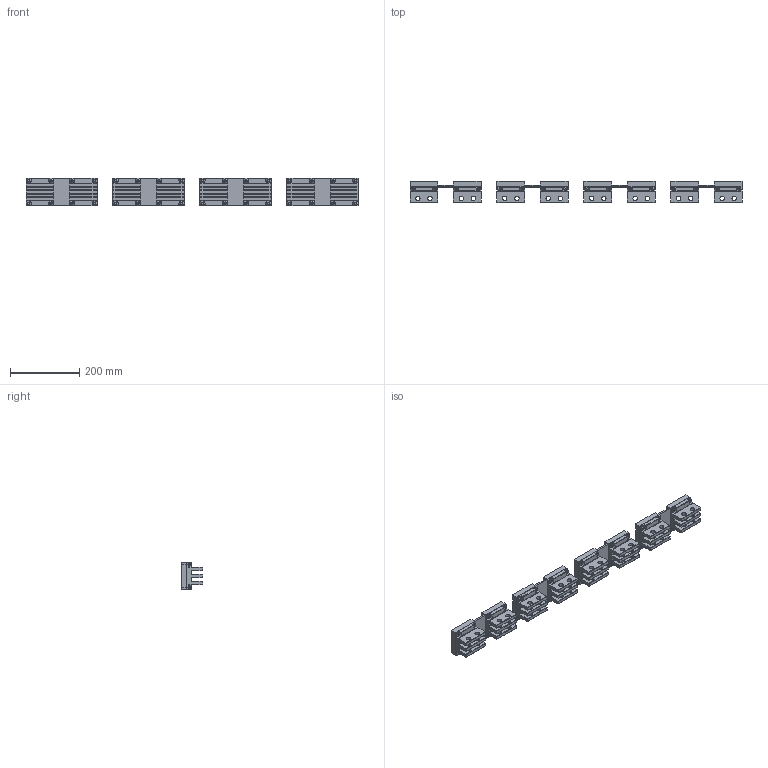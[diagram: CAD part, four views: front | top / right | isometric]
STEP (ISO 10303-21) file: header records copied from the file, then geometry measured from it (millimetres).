
FILE_DESCRIPTION(('CATIA V5 STEP Exchange'),'2;1');
FILE_NAME('1SDH001252R0257_1PA_001_01_E6.2_IV_FS_F_TERMINALS_HR_LOWER_6300A.stp','2014-03-06T08:39:04+00:00',('none'),('none'),'CATIA Version 5 Release 20 SP 5 (IN-10)','CATIA V5 STEP AP214','none');
FILE_SCHEMA(('AUTOMOTIVE_DESIGN { 1 0 10303 214 1 1 1 1 }'));
Length unit declared in the file: millimetre
Products named in the file (1): 1SDH001252R0257_1PA_001_01_E6.2_IV_FS_F_TERMINALS_HR_LOWER_6300A
Bounding box: 962 x 61 x 80 mm (x, y, z)
Volume: 1977616.1 mm3; surface area: 504785 mm2
Topology: 44 solids, 44 shells, 1400 faces, 3520 edges, 2304 vertices
Faces by surface type: cylinder 640, plane 632, revolution 64, torus 64
Entity records: 40162 total; most frequent: CARTESIAN_POINT 7577, ORIENTED_EDGE 7040, DIRECTION 5344, EDGE_CURVE 3520, AXIS2_PLACEMENT_3D 2409, VERTEX_POINT 2304, VECTOR 1936, LINE 1936
